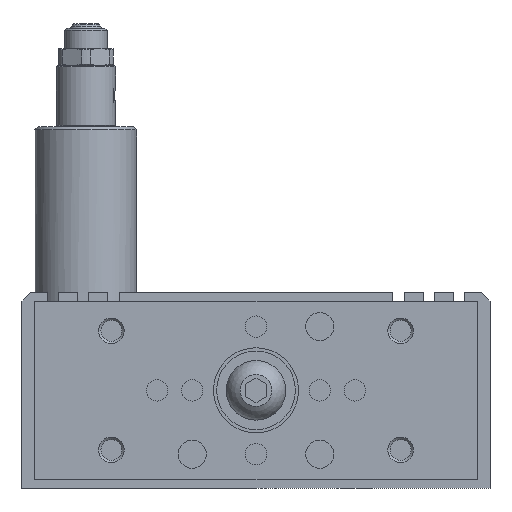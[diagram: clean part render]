
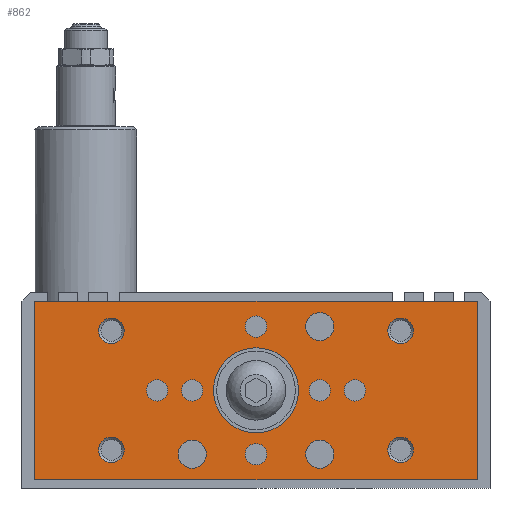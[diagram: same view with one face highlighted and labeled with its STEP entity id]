
A CAD part, left-side view. The second image highlights one B-rep face of the part: STEP entity #862.
In plain terms, the highlighted planar face has unit normal (-1, 0, 0).
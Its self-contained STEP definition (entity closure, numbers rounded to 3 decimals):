
#862 = ADVANCED_FACE( '', ( #1911, #1912, #1913, #1914, #1915, #1916, #1917, #1918, #1919, #1920, #1921, #1922, #1923, #1924, #1925 ), #1926, .F. );
#1911 = FACE_BOUND( '', #3023, .T. );
#1912 = FACE_BOUND( '', #3024, .T. );
#1913 = FACE_BOUND( '', #3025, .T. );
#1914 = FACE_BOUND( '', #3026, .T. );
#1915 = FACE_BOUND( '', #3027, .T. );
#1916 = FACE_BOUND( '', #3028, .T. );
#1917 = FACE_BOUND( '', #3029, .T. );
#1918 = FACE_BOUND( '', #3030, .T. );
#1919 = FACE_BOUND( '', #3031, .T. );
#1920 = FACE_BOUND( '', #3032, .T. );
#1921 = FACE_BOUND( '', #3033, .T. );
#1922 = FACE_BOUND( '', #3034, .T. );
#1923 = FACE_BOUND( '', #3035, .T. );
#1924 = FACE_BOUND( '', #3036, .T. );
#1925 = FACE_OUTER_BOUND( '', #3037, .T. );
#1926 = PLANE( '', #3038 );
#3023 = EDGE_LOOP( '', ( #5182 ) );
#3024 = EDGE_LOOP( '', ( #5183 ) );
#3025 = EDGE_LOOP( '', ( #5184 ) );
#3026 = EDGE_LOOP( '', ( #5185 ) );
#3027 = EDGE_LOOP( '', ( #5186 ) );
#3028 = EDGE_LOOP( '', ( #5187 ) );
#3029 = EDGE_LOOP( '', ( #5188 ) );
#3030 = EDGE_LOOP( '', ( #5189 ) );
#3031 = EDGE_LOOP( '', ( #5190 ) );
#3032 = EDGE_LOOP( '', ( #5191 ) );
#3033 = EDGE_LOOP( '', ( #5192 ) );
#3034 = EDGE_LOOP( '', ( #5193 ) );
#3035 = EDGE_LOOP( '', ( #5194 ) );
#3036 = EDGE_LOOP( '', ( #5195 ) );
#3037 = EDGE_LOOP( '', ( #5196, #5197, #5198, #5199 ) );
#3038 = AXIS2_PLACEMENT_3D( '', #5200, #5201, #5202 );
#5182 = ORIENTED_EDGE( '', *, *, #5502, .T. );
#5183 = ORIENTED_EDGE( '', *, *, #6176, .T. );
#5184 = ORIENTED_EDGE( '', *, *, #6146, .T. );
#5185 = ORIENTED_EDGE( '', *, *, #5720, .T. );
#5186 = ORIENTED_EDGE( '', *, *, #6068, .T. );
#5187 = ORIENTED_EDGE( '', *, *, #6257, .T. );
#5188 = ORIENTED_EDGE( '', *, *, #5786, .T. );
#5189 = ORIENTED_EDGE( '', *, *, #6258, .F. );
#5190 = ORIENTED_EDGE( '', *, *, #5642, .T. );
#5191 = ORIENTED_EDGE( '', *, *, #6115, .T. );
#5192 = ORIENTED_EDGE( '', *, *, #6022, .F. );
#5193 = ORIENTED_EDGE( '', *, *, #5772, .F. );
#5194 = ORIENTED_EDGE( '', *, *, #6248, .T. );
#5195 = ORIENTED_EDGE( '', *, *, #6161, .T. );
#5196 = ORIENTED_EDGE( '', *, *, #6127, .F. );
#5197 = ORIENTED_EDGE( '', *, *, #6152, .F. );
#5198 = ORIENTED_EDGE( '', *, *, #5902, .F. );
#5199 = ORIENTED_EDGE( '', *, *, #6199, .F. );
#5200 = CARTESIAN_POINT( '', ( -106., 52., 44. ) );
#5201 = DIRECTION( '', ( 1., 0., 0. ) );
#5202 = DIRECTION( '', ( 0., 0., 1. ) );
#5502 = EDGE_CURVE( '', #6388, #6388, #6389, .T. );
#5642 = EDGE_CURVE( '', #6622, #6622, #6623, .T. );
#5720 = EDGE_CURVE( '', #6752, #6752, #6753, .T. );
#5772 = EDGE_CURVE( '', #6841, #6841, #6842, .T. );
#5786 = EDGE_CURVE( '', #6863, #6863, #6864, .T. );
#5902 = EDGE_CURVE( '', #7038, #7040, #7041, .T. );
#6022 = EDGE_CURVE( '', #7211, #7211, #7212, .T. );
#6068 = EDGE_CURVE( '', #7277, #7277, #7278, .T. );
#6115 = EDGE_CURVE( '', #7336, #7336, #7337, .T. );
#6127 = EDGE_CURVE( '', #7349, #7351, #7352, .T. );
#6146 = EDGE_CURVE( '', #7375, #7375, #7376, .T. );
#6152 = EDGE_CURVE( '', #7040, #7349, #7384, .T. );
#6161 = EDGE_CURVE( '', #7394, #7394, #7395, .T. );
#6176 = EDGE_CURVE( '', #7416, #7416, #7417, .T. );
#6199 = EDGE_CURVE( '', #7351, #7038, #7446, .T. );
#6248 = EDGE_CURVE( '', #7502, #7502, #7503, .T. );
#6257 = EDGE_CURVE( '', #7513, #7513, #7514, .T. );
#6258 = EDGE_CURVE( '', #7515, #7515, #7516, .T. );
#6388 = VERTEX_POINT( '', #7690 );
#6389 = CIRCLE( '', #7691, 2.51 );
#6622 = VERTEX_POINT( '', #8155 );
#6623 = CIRCLE( '', #8156, 2.51 );
#6752 = VERTEX_POINT( '', #8348 );
#6753 = CIRCLE( '', #8349, 2.51 );
#6841 = VERTEX_POINT( '', #8467 );
#6842 = CIRCLE( '', #8468, 3. );
#6863 = VERTEX_POINT( '', #8490 );
#6864 = CIRCLE( '', #8491, 3.3 );
#7038 = VERTEX_POINT( '', #8715 );
#7040 = VERTEX_POINT( '', #8718 );
#7041 = LINE( '', #8719, #8720 );
#7211 = VERTEX_POINT( '', #8968 );
#7212 = CIRCLE( '', #8969, 3. );
#7277 = VERTEX_POINT( '', #9091 );
#7278 = CIRCLE( '', #9092, 3.3 );
#7336 = VERTEX_POINT( '', #9237 );
#7337 = CIRCLE( '', #9238, 3. );
#7349 = VERTEX_POINT( '', #9257 );
#7351 = VERTEX_POINT( '', #9260 );
#7352 = LINE( '', #9261, #9262 );
#7375 = VERTEX_POINT( '', #9301 );
#7376 = CIRCLE( '', #9302, 2.51 );
#7384 = LINE( '', #9310, #9311 );
#7394 = VERTEX_POINT( '', #9326 );
#7395 = CIRCLE( '', #9327, 10. );
#7416 = VERTEX_POINT( '', #9417 );
#7417 = CIRCLE( '', #9418, 2.51 );
#7446 = LINE( '', #9455, #9456 );
#7502 = VERTEX_POINT( '', #9528 );
#7503 = CIRCLE( '', #9529, 3. );
#7513 = VERTEX_POINT( '', #9540 );
#7514 = CIRCLE( '', #9541, 3.3 );
#7515 = VERTEX_POINT( '', #9542 );
#7516 = CIRCLE( '', #9543, 2.51 );
#7690 = CARTESIAN_POINT( '', ( -106., 0., 10.51 ) );
#7691 = AXIS2_PLACEMENT_3D( '', #9655, #9656, #9657 );
#8155 = CARTESIAN_POINT( '', ( -106., -20.74, 23. ) );
#8156 = AXIS2_PLACEMENT_3D( '', #9855, #9856, #9857 );
#8348 = CARTESIAN_POINT( '', ( -106., -12.49, 23. ) );
#8349 = AXIS2_PLACEMENT_3D( '', #9964, #9965, #9966 );
#8467 = CARTESIAN_POINT( '', ( -106., 31., 37. ) );
#8468 = AXIS2_PLACEMENT_3D( '', #10033, #10034, #10035 );
#8490 = CARTESIAN_POINT( '', ( -106., -15., 34.7 ) );
#8491 = AXIS2_PLACEMENT_3D( '', #10058, #10059, #10060 );
#8715 = CARTESIAN_POINT( '', ( -106., -52., 44. ) );
#8718 = CARTESIAN_POINT( '', ( -106., -52., 2. ) );
#8719 = CARTESIAN_POINT( '', ( -106., -52., 44. ) );
#8720 = VECTOR( '', #10208, 1000. );
#8968 = CARTESIAN_POINT( '', ( -106., -31., 9. ) );
#8969 = AXIS2_PLACEMENT_3D( '', #10337, #10338, #10339 );
#9091 = CARTESIAN_POINT( '', ( -106., 15., 4.7 ) );
#9092 = AXIS2_PLACEMENT_3D( '', #10401, #10402, #10403 );
#9237 = CARTESIAN_POINT( '', ( -106., 31., 9. ) );
#9238 = AXIS2_PLACEMENT_3D( '', #10446, #10447, #10448 );
#9257 = CARTESIAN_POINT( '', ( -106., 52., 2. ) );
#9260 = CARTESIAN_POINT( '', ( -106., 52., 44. ) );
#9261 = CARTESIAN_POINT( '', ( -106., 52., 2. ) );
#9262 = VECTOR( '', #10454, 1000. );
#9301 = CARTESIAN_POINT( '', ( -106., 0., 35.49 ) );
#9302 = AXIS2_PLACEMENT_3D( '', #10466, #10467, #10468 );
#9310 = CARTESIAN_POINT( '', ( -106., -52., 2. ) );
#9311 = VECTOR( '', #10475, 1000. );
#9326 = CARTESIAN_POINT( '', ( -106., 10., 23. ) );
#9327 = AXIS2_PLACEMENT_3D( '', #10482, #10483, #10484 );
#9417 = CARTESIAN_POINT( '', ( -106., 12.49, 23. ) );
#9418 = AXIS2_PLACEMENT_3D( '', #10496, #10497, #10498 );
#9455 = CARTESIAN_POINT( '', ( -106., 52., 44. ) );
#9456 = VECTOR( '', #10517, 1000. );
#9528 = CARTESIAN_POINT( '', ( -106., -31., 37. ) );
#9529 = AXIS2_PLACEMENT_3D( '', #10543, #10544, #10545 );
#9540 = CARTESIAN_POINT( '', ( -106., -15., 4.7 ) );
#9541 = AXIS2_PLACEMENT_3D( '', #10550, #10551, #10552 );
#9542 = CARTESIAN_POINT( '', ( -106., 20.74, 23. ) );
#9543 = AXIS2_PLACEMENT_3D( '', #10553, #10554, #10555 );
#9655 = CARTESIAN_POINT( '', ( -106., 0., 8. ) );
#9656 = DIRECTION( '', ( 1., 0., 0. ) );
#9657 = DIRECTION( '', ( 0., 0., 1. ) );
#9855 = CARTESIAN_POINT( '', ( -106., -23.25, 23. ) );
#9856 = DIRECTION( '', ( 1., 0., 0. ) );
#9857 = DIRECTION( '', ( 0., 1., 0. ) );
#9964 = CARTESIAN_POINT( '', ( -106., -15., 23. ) );
#9965 = DIRECTION( '', ( 1., 0., 0. ) );
#9966 = DIRECTION( '', ( 0., 1., 0. ) );
#10033 = CARTESIAN_POINT( '', ( -106., 34., 37. ) );
#10034 = DIRECTION( '', ( -1., 0., 0. ) );
#10035 = DIRECTION( '', ( 0., -1., 0. ) );
#10058 = CARTESIAN_POINT( '', ( -106., -15., 38. ) );
#10059 = DIRECTION( '', ( 1., 0., 0. ) );
#10060 = DIRECTION( '', ( 0., 0., -1. ) );
#10208 = DIRECTION( '', ( 0., 0., -1. ) );
#10337 = CARTESIAN_POINT( '', ( -106., -34., 9. ) );
#10338 = DIRECTION( '', ( -1., 0., 0. ) );
#10339 = DIRECTION( '', ( 0., 1., 0. ) );
#10401 = CARTESIAN_POINT( '', ( -106., 15., 8. ) );
#10402 = DIRECTION( '', ( 1., 0., 0. ) );
#10403 = DIRECTION( '', ( 0., 0., -1. ) );
#10446 = CARTESIAN_POINT( '', ( -106., 34., 9. ) );
#10447 = DIRECTION( '', ( 1., 0., 0. ) );
#10448 = DIRECTION( '', ( 0., -1., 0. ) );
#10454 = DIRECTION( '', ( 0., 0., 1. ) );
#10466 = CARTESIAN_POINT( '', ( -106., 0., 38. ) );
#10467 = DIRECTION( '', ( 1., 0., 0. ) );
#10468 = DIRECTION( '', ( 0., 0., -1. ) );
#10475 = DIRECTION( '', ( 0., 1., 0. ) );
#10482 = CARTESIAN_POINT( '', ( -106., 0., 23. ) );
#10483 = DIRECTION( '', ( 1., 0., 0. ) );
#10484 = DIRECTION( '', ( 0., 1., 0. ) );
#10496 = CARTESIAN_POINT( '', ( -106., 15., 23. ) );
#10497 = DIRECTION( '', ( 1., 0., 0. ) );
#10498 = DIRECTION( '', ( 0., -1., 0. ) );
#10517 = DIRECTION( '', ( 0., -1., 0. ) );
#10543 = CARTESIAN_POINT( '', ( -106., -34., 37. ) );
#10544 = DIRECTION( '', ( 1., 0., 0. ) );
#10545 = DIRECTION( '', ( 0., 1., 0. ) );
#10550 = CARTESIAN_POINT( '', ( -106., -15., 8. ) );
#10551 = DIRECTION( '', ( 1., 0., 0. ) );
#10552 = DIRECTION( '', ( 0., 0., -1. ) );
#10553 = CARTESIAN_POINT( '', ( -106., 23.25, 23. ) );
#10554 = DIRECTION( '', ( -1., 0., 0. ) );
#10555 = DIRECTION( '', ( 0., -1., 0. ) );
